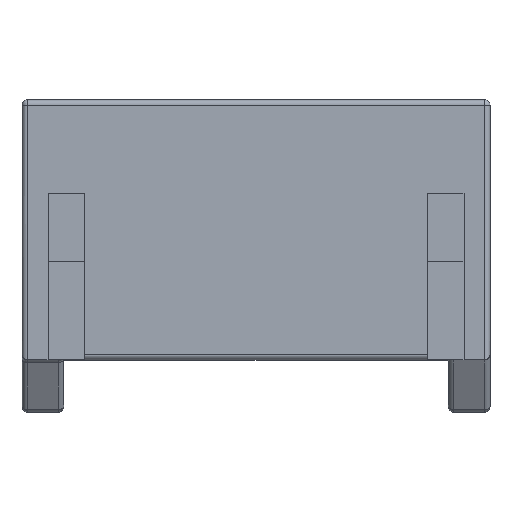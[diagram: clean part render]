
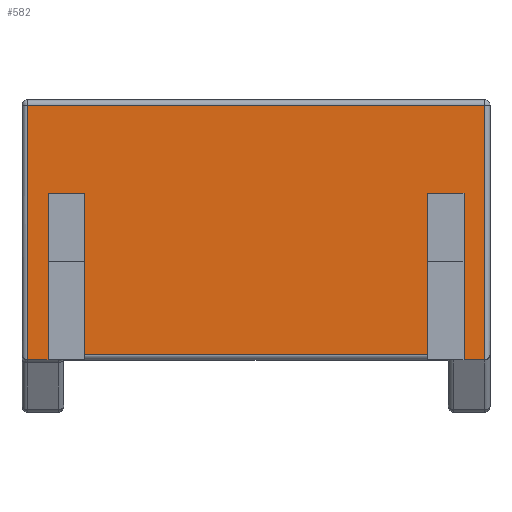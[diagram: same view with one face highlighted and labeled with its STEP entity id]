
A CAD part, top view. The second image highlights one B-rep face of the part: STEP entity #582.
In plain terms, the highlighted planar face has unit normal (0, 0, 1).
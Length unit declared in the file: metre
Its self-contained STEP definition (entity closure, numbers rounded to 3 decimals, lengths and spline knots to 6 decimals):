
#508 = EDGE_CURVE( '', #1253, #1254, #1255, .T. );
#538 = EDGE_CURVE( '', #1297, #1133, #1298, .T. );
#582 = ADVANCED_FACE( '', ( #1364 ), #1365, .F. );
#730 = EDGE_CURVE( '', #1126, #1253, #1572, .T. );
#740 = EDGE_CURVE( '', #1181, #1583, #1584, .T. );
#822 = EDGE_CURVE( '', #1688, #1689, #1690, .T. );
#840 = EDGE_CURVE( '', #1133, #1624, #1712, .T. );
#860 = EDGE_CURVE( '', #1254, #1181, #1737, .T. );
#880 = EDGE_CURVE( '', #1624, #1220, #1763, .T. );
#898 = EDGE_CURVE( '', #1689, #1748, #1783, .T. );
#904 = EDGE_CURVE( '', #1583, #1688, #1789, .T. );
#912 = EDGE_CURVE( '', #1748, #1297, #1801, .T. );
#952 = EDGE_CURVE( '', #1220, #1126, #1850, .T. );
#1126 = VERTEX_POINT( '', #2059 );
#1133 = VERTEX_POINT( '', #2070 );
#1181 = VERTEX_POINT( '', #2139 );
#1220 = VERTEX_POINT( '', #2188 );
#1253 = VERTEX_POINT( '', #2229 );
#1254 = VERTEX_POINT( '', #2230 );
#1255 = LINE( '', #2231, #2232 );
#1297 = VERTEX_POINT( '', #2289 );
#1298 = LINE( '', #2290, #2291 );
#1364 = FACE_OUTER_BOUND( '', #2381, .T. );
#1365 = PLANE( '', #2382 );
#1572 = LINE( '', #2664, #2665 );
#1583 = VERTEX_POINT( '', #2683 );
#1584 = LINE( '', #2684, #2685 );
#1624 = VERTEX_POINT( '', #2739 );
#1688 = VERTEX_POINT( '', #2827 );
#1689 = VERTEX_POINT( '', #2828 );
#1690 = LINE( '', #2829, #2830 );
#1712 = LINE( '', #2861, #2862 );
#1737 = LINE( '', #2896, #2897 );
#1748 = VERTEX_POINT( '', #2909 );
#1763 = LINE( '', #2934, #2935 );
#1783 = LINE( '', #2967, #2968 );
#1789 = LINE( '', #2979, #2980 );
#1801 = LINE( '', #2995, #2996 );
#1850 = LINE( '', #3067, #3068 );
#2059 = CARTESIAN_POINT( '', ( 0.0044, -0.002, 0.0037 ) );
#2070 = CARTESIAN_POINT( '', ( -0.0044, -0.002, 0.0037 ) );
#2139 = CARTESIAN_POINT( '', ( 0.0033, 0.0012, 0.0037 ) );
#2188 = CARTESIAN_POINT( '', ( 0.0044, 0.0029, 0.0037 ) );
#2229 = CARTESIAN_POINT( '', ( 0.004, -0.002, 0.0037 ) );
#2230 = CARTESIAN_POINT( '', ( 0.004, 0.0012, 0.0037 ) );
#2231 = CARTESIAN_POINT( '', ( 0.004, -0.002, 0.0037 ) );
#2232 = VECTOR( '', #3359, 1. );
#2289 = CARTESIAN_POINT( '', ( -0.004, -0.002, 0.0037 ) );
#2290 = CARTESIAN_POINT( '', ( 0.0045, -0.002, 0.0037 ) );
#2291 = VECTOR( '', #3416, 1. );
#2381 = EDGE_LOOP( '', ( #3497, #3498, #3499, #3500, #3501, #3502, #3503, #3504, #3505, #3506, #3507, #3508 ) );
#2382 = AXIS2_PLACEMENT_3D( '', #3509, #3510, #3511 );
#2664 = CARTESIAN_POINT( '', ( 0.0045, -0.002, 0.0037 ) );
#2665 = VECTOR( '', #3804, 1. );
#2683 = CARTESIAN_POINT( '', ( 0.0033, -0.0019, 0.0037 ) );
#2684 = CARTESIAN_POINT( '', ( 0.0033, -0.002, 0.0037 ) );
#2685 = VECTOR( '', #3813, 1. );
#2739 = CARTESIAN_POINT( '', ( -0.0044, 0.0029, 0.0037 ) );
#2827 = CARTESIAN_POINT( '', ( -0.0033, -0.0019, 0.0037 ) );
#2828 = CARTESIAN_POINT( '', ( -0.0033, 0.0012, 0.0037 ) );
#2829 = CARTESIAN_POINT( '', ( -0.0033, -0.002, 0.0037 ) );
#2830 = VECTOR( '', #3972, 1. );
#2861 = CARTESIAN_POINT( '', ( -0.0044, 0.0005, 0.0037 ) );
#2862 = VECTOR( '', #4003, 1. );
#2896 = CARTESIAN_POINT( '', ( 0.004, 0.0012, 0.0037 ) );
#2897 = VECTOR( '', #4045, 1. );
#2909 = CARTESIAN_POINT( '', ( -0.004, 0.0012, 0.0037 ) );
#2934 = CARTESIAN_POINT( '', ( 0.0045, 0.0029, 0.0037 ) );
#2935 = VECTOR( '', #4080, 1. );
#2967 = CARTESIAN_POINT( '', ( -0.004, 0.0012, 0.0037 ) );
#2968 = VECTOR( '', #4101, 1. );
#2979 = CARTESIAN_POINT( '', ( 0.0045, -0.0019, 0.0037 ) );
#2980 = VECTOR( '', #4104, 1. );
#2995 = CARTESIAN_POINT( '', ( -0.004, -0.002, 0.0037 ) );
#2996 = VECTOR( '', #4118, 1. );
#3067 = CARTESIAN_POINT( '', ( 0.0044, 0.0005, 0.0037 ) );
#3068 = VECTOR( '', #4199, 1. );
#3359 = DIRECTION( '', ( 0., 1., 0. ) );
#3416 = DIRECTION( '', ( -1., 0., 0. ) );
#3497 = ORIENTED_EDGE( '', *, *, #904, .F. );
#3498 = ORIENTED_EDGE( '', *, *, #740, .F. );
#3499 = ORIENTED_EDGE( '', *, *, #860, .F. );
#3500 = ORIENTED_EDGE( '', *, *, #508, .F. );
#3501 = ORIENTED_EDGE( '', *, *, #730, .F. );
#3502 = ORIENTED_EDGE( '', *, *, #952, .F. );
#3503 = ORIENTED_EDGE( '', *, *, #880, .F. );
#3504 = ORIENTED_EDGE( '', *, *, #840, .F. );
#3505 = ORIENTED_EDGE( '', *, *, #538, .F. );
#3506 = ORIENTED_EDGE( '', *, *, #912, .F. );
#3507 = ORIENTED_EDGE( '', *, *, #898, .F. );
#3508 = ORIENTED_EDGE( '', *, *, #822, .F. );
#3509 = CARTESIAN_POINT( '', ( 0.0045, -0.002, 0.0037 ) );
#3510 = DIRECTION( '', ( 0., 0., -1. ) );
#3511 = DIRECTION( '', ( -1., 0., 0. ) );
#3804 = DIRECTION( '', ( -1., 0., 0. ) );
#3813 = DIRECTION( '', ( 0., -1., 0. ) );
#3972 = DIRECTION( '', ( 0., 1., 0. ) );
#4003 = DIRECTION( '', ( 0., 1., 0. ) );
#4045 = DIRECTION( '', ( -1., 0., 0. ) );
#4080 = DIRECTION( '', ( 1., 0., 0. ) );
#4101 = DIRECTION( '', ( -1., 0., 0. ) );
#4104 = DIRECTION( '', ( -1., 0., 0. ) );
#4118 = DIRECTION( '', ( 0., -1., 0. ) );
#4199 = DIRECTION( '', ( 0., -1., 0. ) );
